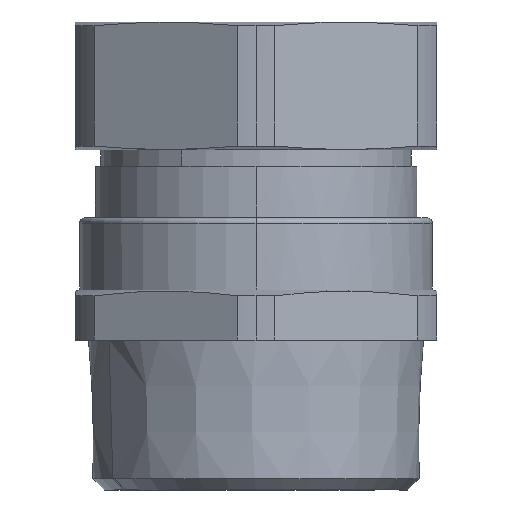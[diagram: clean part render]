
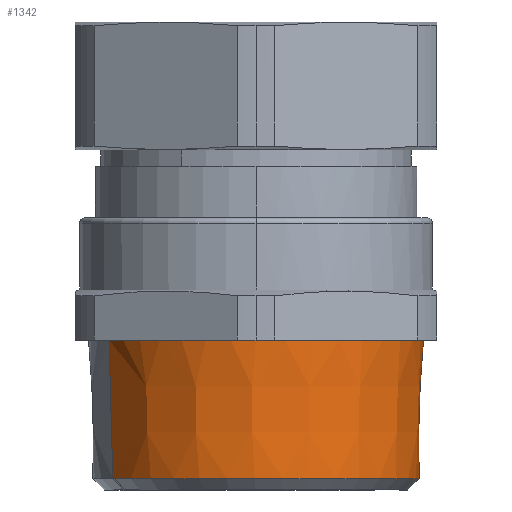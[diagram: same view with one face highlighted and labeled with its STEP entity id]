
A CAD part, front view. The second image highlights one B-rep face of the part: STEP entity #1342.
In plain terms, the highlighted conical face has half-angle 1.78 degrees and reference radius 29.311 mm.
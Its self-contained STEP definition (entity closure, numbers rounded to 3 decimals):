
#1196=AXIS2_PLACEMENT_3D('Circle Axis2P3D',#1194,#1195,$) ;
#1213=AXIS2_PLACEMENT_3D('Circle Axis2P3D',#1211,#1212,$) ;
#1306=AXIS2_PLACEMENT_3D('Cone Axis2P3D',#1303,#1304,#1305) ;
#1317=AXIS2_PLACEMENT_3D('Circle Axis2P3D',#1315,#1316,$) ;
#1324=AXIS2_PLACEMENT_3D('Circle Axis2P3D',#1322,#1323,$) ;
#1184=CARTESIAN_POINT('Vertex',(7.05,21.081,2.064)) ;
#1191=CARTESIAN_POINT('Vertex',(58.279,49.833,2.064)) ;
#1194=CARTESIAN_POINT('Axis2P3D Location',(32.5,35.75,2.064)) ;
#1211=CARTESIAN_POINT('Axis2P3D Location',(32.5,35.75,2.064)) ;
#1215=CARTESIAN_POINT('Vertex',(6.721,21.667,2.064)) ;
#1303=CARTESIAN_POINT('Axis2P3D Location',(32.5,35.75,0.)) ;
#1308=CARTESIAN_POINT('Line Origine',(13675.036,7488.702,499287.144)) ;
#1312=CARTESIAN_POINT('Vertex',(58.959,50.205,27.)) ;
#1315=CARTESIAN_POINT('Axis2P3D Location',(32.5,35.75,27.)) ;
#1319=CARTESIAN_POINT('Vertex',(32.5,5.6,27.)) ;
#1322=CARTESIAN_POINT('Axis2P3D Location',(32.5,35.75,27.)) ;
#1326=CARTESIAN_POINT('Vertex',(6.041,21.295,27.)) ;
#1329=CARTESIAN_POINT('Line Origine',(-13610.036,-7417.202,499287.144)) ;
#1195=DIRECTION('Axis2P3D Direction',(0.,0.,1.)) ;
#1212=DIRECTION('Axis2P3D Direction',(0.,0.,1.)) ;
#1304=DIRECTION('Axis2P3D Direction',(0.,0.,1.)) ;
#1305=DIRECTION('Axis2P3D XDirection',(-0.878,-0.479,0.)) ;
#1309=DIRECTION('Vector Direction',(0.027,0.015,1.)) ;
#1316=DIRECTION('Axis2P3D Direction',(0.,0.,1.)) ;
#1323=DIRECTION('Axis2P3D Direction',(0.,0.,1.)) ;
#1330=DIRECTION('Vector Direction',(-0.027,-0.015,1.)) ;
#1310=VECTOR('Line Direction',#1309,1.) ;
#1331=VECTOR('Line Direction',#1330,1.) ;
#1335=ORIENTED_EDGE('',*,*,#1314,.T.) ;
#1336=ORIENTED_EDGE('',*,*,#1321,.T.) ;
#1337=ORIENTED_EDGE('',*,*,#1328,.T.) ;
#1338=ORIENTED_EDGE('',*,*,#1333,.F.) ;
#1339=ORIENTED_EDGE('',*,*,#1217,.T.) ;
#1340=ORIENTED_EDGE('',*,*,#1198,.T.) ;
#1342=ADVANCED_FACE('Part4.1\\Koerper.2',(#1341),#1307,.T.) ;
#1197=CIRCLE('generated circle',#1196,29.375) ;
#1214=CIRCLE('generated circle',#1213,29.375) ;
#1318=CIRCLE('generated circle',#1317,30.15) ;
#1325=CIRCLE('generated circle',#1324,30.15) ;
#1307=CONICAL_SURFACE('Cone',#1306,29.311,0.031) ;
#1198=EDGE_CURVE('',#1185,#1192,#1197,.T.) ;
#1217=EDGE_CURVE('',#1216,#1185,#1214,.T.) ;
#1314=EDGE_CURVE('',#1192,#1313,#1311,.T.) ;
#1321=EDGE_CURVE('',#1313,#1320,#1318,.F.) ;
#1328=EDGE_CURVE('',#1320,#1327,#1325,.F.) ;
#1333=EDGE_CURVE('',#1216,#1327,#1332,.T.) ;
#1334=EDGE_LOOP('',(#1335,#1336,#1337,#1338,#1339,#1340)) ;
#1341=FACE_OUTER_BOUND('',#1334,.T.) ;
#1311=LINE('Line',#1308,#1310) ;
#1332=LINE('Line',#1329,#1331) ;
#1185=VERTEX_POINT('',#1184) ;
#1192=VERTEX_POINT('',#1191) ;
#1216=VERTEX_POINT('',#1215) ;
#1313=VERTEX_POINT('',#1312) ;
#1320=VERTEX_POINT('',#1319) ;
#1327=VERTEX_POINT('',#1326) ;
